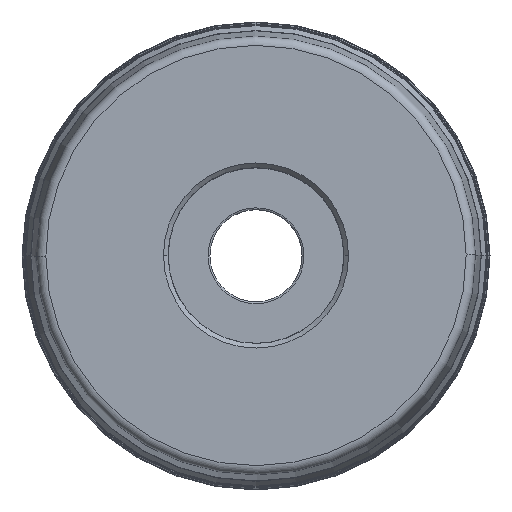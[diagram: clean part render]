
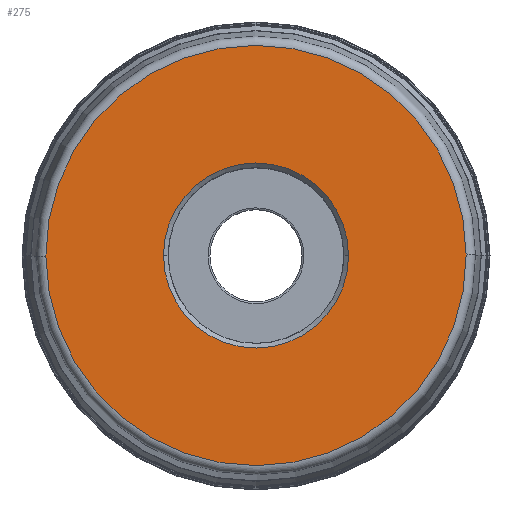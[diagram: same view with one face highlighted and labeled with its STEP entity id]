
A CAD part, top view. The second image highlights one B-rep face of the part: STEP entity #275.
In plain terms, the highlighted planar face has unit normal (0, 0, 1).
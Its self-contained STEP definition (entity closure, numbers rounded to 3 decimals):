
#60=PLANE('',#2823);
#69=FACE_BOUND('',#640,.T.);
#70=FACE_BOUND('',#641,.T.);
#275=ADVANCED_FACE('',(#69,#70),#60,.F.);
#640=EDGE_LOOP('',(#1124,#1125));
#641=EDGE_LOOP('',(#1126,#1127));
#1124=ORIENTED_EDGE('',*,*,#1768,.F.);
#1125=ORIENTED_EDGE('',*,*,#1767,.F.);
#1126=ORIENTED_EDGE('',*,*,#1769,.F.);
#1127=ORIENTED_EDGE('',*,*,#1770,.F.);
#1480=VERTEX_POINT('',#5113);
#1481=VERTEX_POINT('',#5115);
#1482=VERTEX_POINT('',#5120);
#1483=VERTEX_POINT('',#5121);
#1767=EDGE_CURVE('',#1481,#1480,#2145,.T.);
#1768=EDGE_CURVE('',#1480,#1481,#2146,.T.);
#1769=EDGE_CURVE('',#1482,#1483,#2147,.T.);
#1770=EDGE_CURVE('',#1483,#1482,#2148,.T.);
#2145=CIRCLE('',#2818,45.625);
#2146=CIRCLE('',#2820,45.625);
#2147=CIRCLE('',#2821,20.085);
#2148=CIRCLE('',#2822,20.085);
#2818=AXIS2_PLACEMENT_3D('',#5116,#3545,#3546);
#2820=AXIS2_PLACEMENT_3D('',#5118,#3549,#3550);
#2821=AXIS2_PLACEMENT_3D('',#5119,#3551,#3552);
#2822=AXIS2_PLACEMENT_3D('',#5122,#3553,#3554);
#2823=AXIS2_PLACEMENT_3D('',#5123,#3555,#3556);
#3545=DIRECTION('',(0.,0.,-1.));
#3546=DIRECTION('',(-1.,-0.002,0.));
#3549=DIRECTION('',(0.,0.,-1.));
#3550=DIRECTION('',(1.,0.002,0.));
#3551=DIRECTION('',(0.,0.,1.));
#3552=DIRECTION('',(1.,0.002,0.));
#3553=DIRECTION('',(0.,0.,1.));
#3554=DIRECTION('',(-1.,-0.002,0.));
#3555=DIRECTION('',(0.,0.,-1.));
#3556=DIRECTION('',(1.,0.002,0.));
#5113=CARTESIAN_POINT('',(45.625,0.111,0.));
#5115=CARTESIAN_POINT('',(-45.625,-0.111,0.));
#5116=CARTESIAN_POINT('',(0.,0.,0.));
#5118=CARTESIAN_POINT('',(0.,0.,0.));
#5119=CARTESIAN_POINT('',(0.,0.,0.));
#5120=CARTESIAN_POINT('',(20.085,0.049,0.));
#5121=CARTESIAN_POINT('',(-20.085,-0.049,0.));
#5122=CARTESIAN_POINT('',(0.,0.,0.));
#5123=CARTESIAN_POINT('',(0.,0.,0.));
